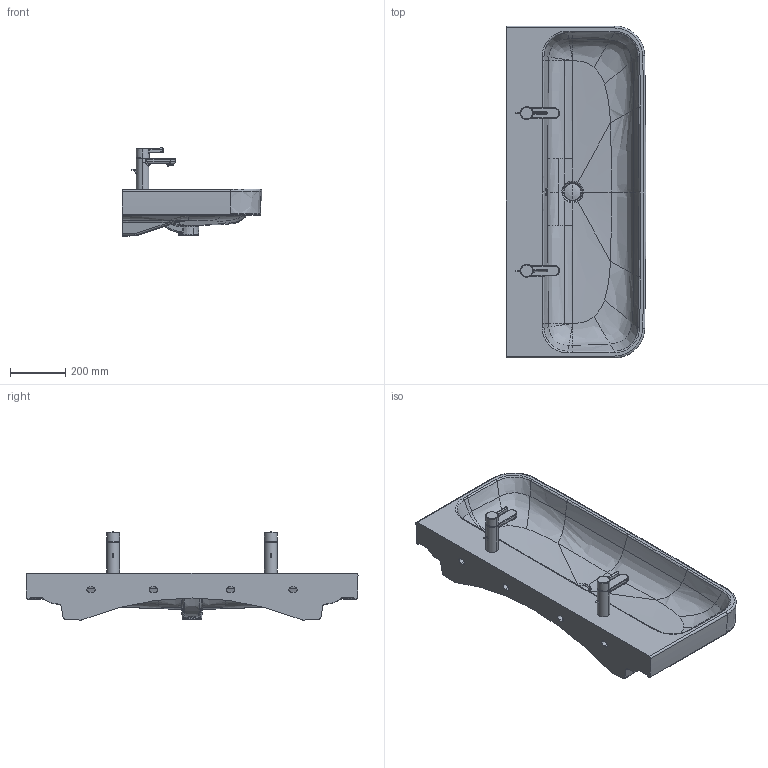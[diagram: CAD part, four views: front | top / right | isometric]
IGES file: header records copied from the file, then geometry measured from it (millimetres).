
Global section: file name: No Iges File Name specified; native system: Autodesk Inventor 2011; preprocessor: AutoDesk Inventor Iges Exporter R2011; author: Administrator; date: 20141106.153941; units: millimetre
Bounding box: 504.83 x 1199.8 x 318.44 mm (x, y, z)
Volume: 23897141.9 mm3; surface area: 2062373.2 mm2
Topology: 11 solids, 11 shells, 726 faces, 1852 edges, 1148 vertices
Faces by surface type: bspline 277, plane 162, revolution 127, cylinder 112, torus 38, cone 5, sphere 5
